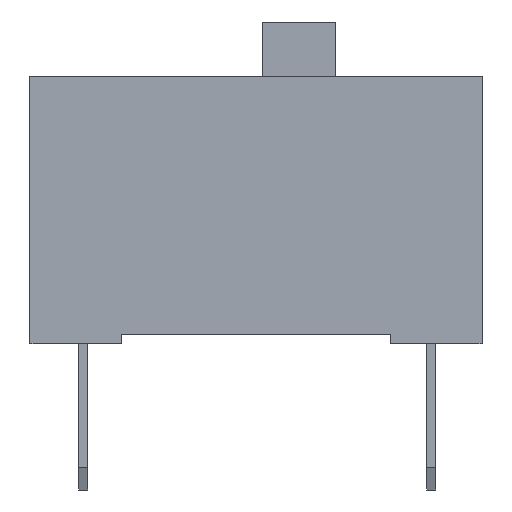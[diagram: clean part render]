
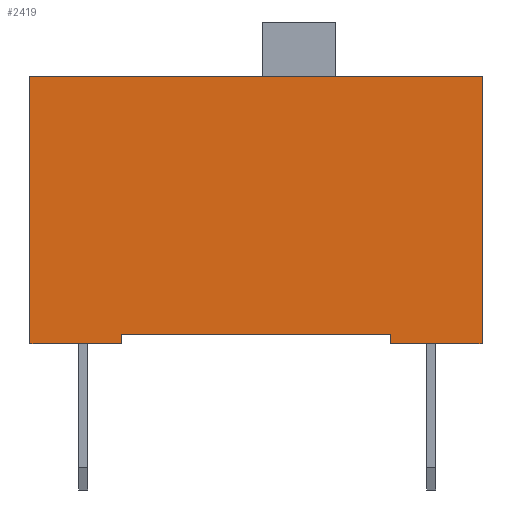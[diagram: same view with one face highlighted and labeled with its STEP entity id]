
A CAD part, left-side view. The second image highlights one B-rep face of the part: STEP entity #2419.
In plain terms, the highlighted planar face has unit normal (-1, 0, 0).
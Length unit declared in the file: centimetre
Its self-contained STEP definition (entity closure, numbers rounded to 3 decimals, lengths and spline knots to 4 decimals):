
#227=FACE_OUTER_BOUND('',#361,.T.);
#361=EDGE_LOOP('',(#2169,#2170,#2171,#2172,#2173,#2174,#2175,#2176));
#478=LINE('',#3300,#768);
#480=LINE('',#3305,#770);
#482=LINE('',#3308,#772);
#497=LINE('',#3338,#787);
#502=LINE('',#3348,#792);
#504=LINE('',#3351,#794);
#631=LINE('',#4007,#921);
#653=LINE('',#4063,#943);
#768=VECTOR('',#2739,1.);
#770=VECTOR('',#2743,1.);
#772=VECTOR('',#2747,1.);
#787=VECTOR('',#2776,1.);
#792=VECTOR('',#2787,1.);
#794=VECTOR('',#2791,1.);
#921=VECTOR('',#2996,1.);
#943=VECTOR('',#3054,1.);
#1029=VERTEX_POINT('',#3296);
#1030=VERTEX_POINT('',#3298);
#1031=VERTEX_POINT('',#3302);
#1032=VERTEX_POINT('',#3304);
#1039=VERTEX_POINT('',#3335);
#1040=VERTEX_POINT('',#3337);
#1042=VERTEX_POINT('',#3347);
#1156=VERTEX_POINT('',#4005);
#1290=EDGE_CURVE('',#1029,#1030,#478,.T.);
#1292=EDGE_CURVE('',#1032,#1031,#480,.T.);
#1294=EDGE_CURVE('',#1031,#1029,#482,.T.);
#1309=EDGE_CURVE('',#1039,#1040,#497,.T.);
#1314=EDGE_CURVE('',#1032,#1042,#502,.T.);
#1316=EDGE_CURVE('',#1040,#1030,#504,.T.);
#1487=EDGE_CURVE('',#1156,#1039,#631,.T.);
#1513=EDGE_CURVE('',#1042,#1156,#653,.T.);
#2169=ORIENTED_EDGE('',*,*,#1290,.T.);
#2170=ORIENTED_EDGE('',*,*,#1316,.F.);
#2171=ORIENTED_EDGE('',*,*,#1309,.F.);
#2172=ORIENTED_EDGE('',*,*,#1487,.F.);
#2173=ORIENTED_EDGE('',*,*,#1513,.F.);
#2174=ORIENTED_EDGE('',*,*,#1314,.F.);
#2175=ORIENTED_EDGE('',*,*,#1292,.T.);
#2176=ORIENTED_EDGE('',*,*,#1294,.T.);
#2294=PLANE('',#2544);
#2419=ADVANCED_FACE('',(#227),#2294,.F.);
#2544=AXIS2_PLACEMENT_3D('',#4062,#3052,#3053);
#2739=DIRECTION('',(0.,0.,-1.));
#2743=DIRECTION('',(0.,0.,1.));
#2747=DIRECTION('',(0.,-1.,0.));
#2776=DIRECTION('',(0.,0.,-1.));
#2787=DIRECTION('',(0.,1.,0.));
#2791=DIRECTION('',(0.,1.,0.));
#2996=DIRECTION('',(0.,-1.,0.));
#3052=DIRECTION('center_axis',(1.,0.,0.));
#3053=DIRECTION('ref_axis',(0.,0.,-1.));
#3054=DIRECTION('',(0.,0.,1.));
#3296=CARTESIAN_POINT('',(-0.195,-0.295,-0.2725));
#3298=CARTESIAN_POINT('',(-0.195,-0.295,-0.2925));
#3300=CARTESIAN_POINT('',(-0.195,-0.295,-0.1463));
#3302=CARTESIAN_POINT('',(-0.195,0.295,-0.2725));
#3304=CARTESIAN_POINT('',(-0.195,0.295,-0.2925));
#3305=CARTESIAN_POINT('',(-0.195,0.295,-0.1463));
#3308=CARTESIAN_POINT('',(-0.195,0.,-0.2725));
#3335=CARTESIAN_POINT('',(-0.195,-0.495,0.2925));
#3337=CARTESIAN_POINT('',(-0.195,-0.495,-0.2925));
#3338=CARTESIAN_POINT('',(-0.195,-0.495,-0.2925));
#3347=CARTESIAN_POINT('',(-0.195,0.495,-0.2925));
#3348=CARTESIAN_POINT('',(-0.195,0.495,-0.2925));
#3351=CARTESIAN_POINT('',(-0.195,0.495,-0.2925));
#4005=CARTESIAN_POINT('',(-0.195,0.495,0.2925));
#4007=CARTESIAN_POINT('',(-0.195,-0.495,0.2925));
#4062=CARTESIAN_POINT('Origin',(-0.195,0.,0.));
#4063=CARTESIAN_POINT('',(-0.195,0.495,0.2925));
